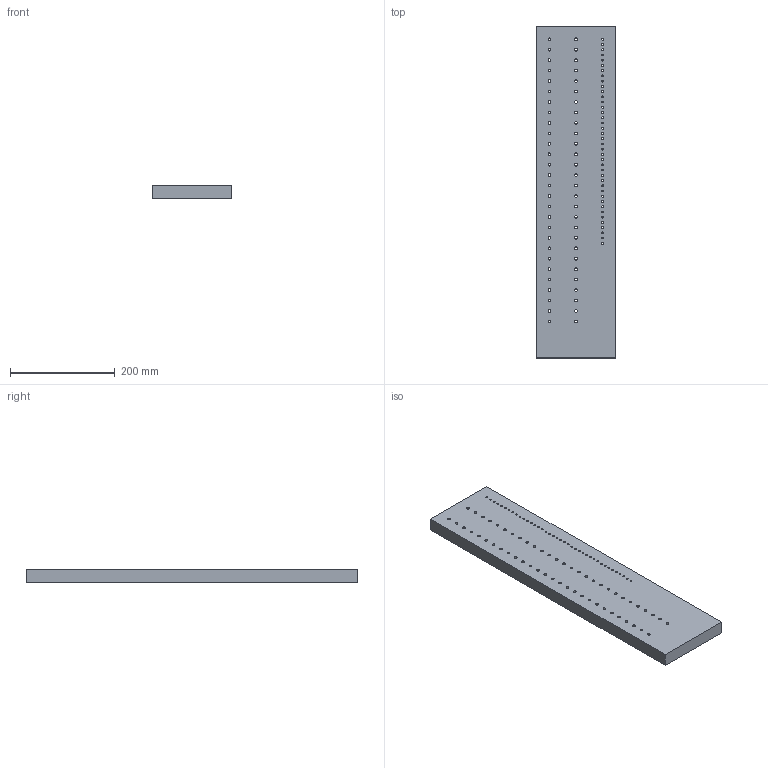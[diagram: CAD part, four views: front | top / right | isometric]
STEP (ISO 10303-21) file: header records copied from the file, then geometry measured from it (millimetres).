
FILE_DESCRIPTION (( 'STEP AP203' ), '1' );
FILE_NAME ('D020678-v1_aLIGO_SUS_HSTS_Adapter Plate.STEP', '2010-06-18T18:34:49', ( 'Dwayne Giardina' ), ( 'CA Institute of Technology' ), 'SwSTEP 2.0', 'SolidWorks 2009', '' );
FILE_SCHEMA (( 'CONFIG_CONTROL_DESIGN' ));
Length unit declared in the file: inch
Products named in the file (1): D020678-v1_aLIGO_SUS_HSTS_Adapter Plate
Bounding box: 152.4 x 635 x 25.4 mm (x, y, z)
Volume: 2419418.9 mm3; surface area: 264345.3 mm2
Topology: 1 solids, 1 shells, 198 faces, 588 edges, 392 vertices
Faces by surface type: cylinder 192, plane 6
Entity records: 7339 total; most frequent: DIRECTION 1370, CARTESIAN_POINT 1179, ORIENTED_EDGE 1176, EDGE_CURVE 588, AXIS2_PLACEMENT_3D 583, VERTEX_POINT 392, EDGE_LOOP 390, CIRCLE 384
